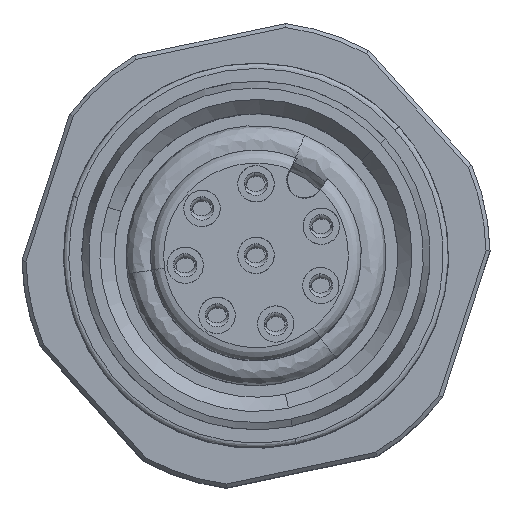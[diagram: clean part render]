
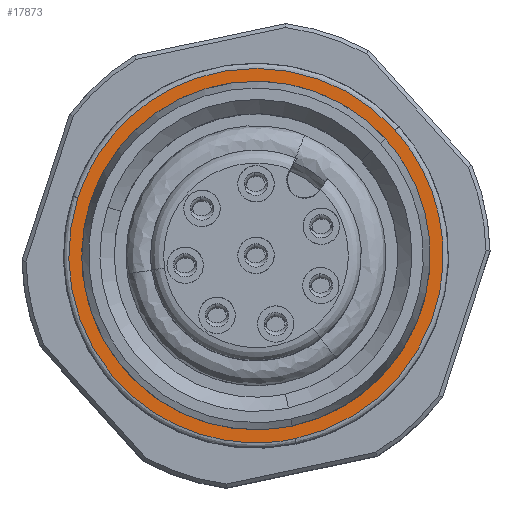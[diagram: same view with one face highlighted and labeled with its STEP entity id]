
A CAD part, top view. The second image highlights one B-rep face of the part: STEP entity #17873.
In plain terms, the highlighted planar face has unit normal (0, 0, 1).
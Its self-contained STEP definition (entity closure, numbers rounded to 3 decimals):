
#17804=AXIS2_PLACEMENT_3D('Plane Axis2P3D',#17801,#17802,#17803) ;
#17653=CARTESIAN_POINT('Vertex',(2.15,11.154,34.85)) ;
#17660=CARTESIAN_POINT('Vertex',(10.495,1.887,34.85)) ;
#17664=CARTESIAN_POINT('Control Point',(2.15,11.154,34.85)) ;
#17665=CARTESIAN_POINT('Control Point',(-1.703,-0.706,34.85)) ;
#17666=CARTESIAN_POINT('Control Point',(10.495,1.887,34.85)) ;
#17686=CARTESIAN_POINT('Control Point',(14.349,13.747,34.85)) ;
#17687=CARTESIAN_POINT('Control Point',(6.004,23.015,34.85)) ;
#17688=CARTESIAN_POINT('Control Point',(2.15,11.154,34.85)) ;
#17689=CARTESIAN_POINT('Vertex',(14.349,13.747,34.85)) ;
#17715=CARTESIAN_POINT('Control Point',(10.495,1.887,34.85)) ;
#17716=CARTESIAN_POINT('Control Point',(22.693,4.479,34.85)) ;
#17717=CARTESIAN_POINT('Control Point',(14.349,13.747,34.85)) ;
#17801=CARTESIAN_POINT('Axis2P3D Location',(15.098,18.323,34.85)) ;
#17812=CARTESIAN_POINT('Control Point',(10.391,2.376,34.85)) ;
#17813=CARTESIAN_POINT('Control Point',(9.73,2.235,34.85)) ;
#17814=CARTESIAN_POINT('Control Point',(9.012,2.17,34.85)) ;
#17815=CARTESIAN_POINT('Control Point',(8.251,2.203,34.85)) ;
#17816=CARTESIAN_POINT('Control Point',(6.647,2.518,34.85)) ;
#17817=CARTESIAN_POINT('Control Point',(5.132,3.348,34.85)) ;
#17818=CARTESIAN_POINT('Control Point',(4.418,3.914,34.85)) ;
#17819=CARTESIAN_POINT('Control Point',(3.187,5.298,34.85)) ;
#17820=CARTESIAN_POINT('Control Point',(2.491,6.977,34.85)) ;
#17821=CARTESIAN_POINT('Control Point',(2.298,7.861,34.85)) ;
#17822=CARTESIAN_POINT('Control Point',(2.234,9.055,34.85)) ;
#17823=CARTESIAN_POINT('Control Point',(2.399,10.149,34.85)) ;
#17824=CARTESIAN_POINT('Control Point',(2.461,10.444,34.85)) ;
#17825=CARTESIAN_POINT('Control Point',(2.538,10.728,34.85)) ;
#17826=CARTESIAN_POINT('Control Point',(2.626,11.,34.85)) ;
#17827=CARTESIAN_POINT('Vertex',(10.391,2.376,34.85)) ;
#17829=CARTESIAN_POINT('Vertex',(2.626,11.,34.85)) ;
#17833=CARTESIAN_POINT('Control Point',(2.626,11.,34.85)) ;
#17834=CARTESIAN_POINT('Control Point',(2.835,11.643,34.85)) ;
#17835=CARTESIAN_POINT('Control Point',(3.137,12.297,34.85)) ;
#17836=CARTESIAN_POINT('Control Point',(3.546,12.939,34.85)) ;
#17837=CARTESIAN_POINT('Control Point',(4.621,14.17,34.85)) ;
#17838=CARTESIAN_POINT('Control Point',(6.098,15.068,34.85)) ;
#17839=CARTESIAN_POINT('Control Point',(6.945,15.403,34.85)) ;
#17840=CARTESIAN_POINT('Control Point',(8.759,15.778,34.85)) ;
#17841=CARTESIAN_POINT('Control Point',(10.561,15.54,34.85)) ;
#17842=CARTESIAN_POINT('Control Point',(11.423,15.266,34.85)) ;
#17843=CARTESIAN_POINT('Control Point',(12.489,14.724,34.85)) ;
#17844=CARTESIAN_POINT('Control Point',(13.354,14.034,34.85)) ;
#17845=CARTESIAN_POINT('Control Point',(13.578,13.833,34.85)) ;
#17846=CARTESIAN_POINT('Control Point',(13.786,13.625,34.85)) ;
#17847=CARTESIAN_POINT('Control Point',(13.977,13.412,34.85)) ;
#17848=CARTESIAN_POINT('Vertex',(13.977,13.412,34.85)) ;
#17852=CARTESIAN_POINT('Control Point',(13.977,13.412,34.85)) ;
#17853=CARTESIAN_POINT('Control Point',(14.43,12.91,34.85)) ;
#17854=CARTESIAN_POINT('Control Point',(14.845,12.321,34.85)) ;
#17855=CARTESIAN_POINT('Control Point',(15.197,11.646,34.85)) ;
#17856=CARTESIAN_POINT('Control Point',(15.725,10.099,34.85)) ;
#17857=CARTESIAN_POINT('Control Point',(15.764,8.372,34.85)) ;
#17858=CARTESIAN_POINT('Control Point',(15.631,7.47,34.85)) ;
#17859=CARTESIAN_POINT('Control Point',(15.049,5.712,34.85)) ;
#17860=CARTESIAN_POINT('Control Point',(13.942,4.27,34.85)) ;
#17861=CARTESIAN_POINT('Control Point',(13.274,3.661,34.85)) ;
#17862=CARTESIAN_POINT('Control Point',(12.271,3.009,34.85)) ;
#17863=CARTESIAN_POINT('Control Point',(11.241,2.605,34.85)) ;
#17864=CARTESIAN_POINT('Control Point',(10.954,2.511,34.85)) ;
#17865=CARTESIAN_POINT('Control Point',(10.671,2.435,34.85)) ;
#17866=CARTESIAN_POINT('Control Point',(10.391,2.376,34.85)) ;
#17802=DIRECTION('Axis2P3D Direction',(0.,0.,1.)) ;
#17803=DIRECTION('Axis2P3D XDirection',(-0.978,-0.208,0.)) ;
#17807=ORIENTED_EDGE('',*,*,#17718,.T.) ;
#17808=ORIENTED_EDGE('',*,*,#17691,.T.) ;
#17809=ORIENTED_EDGE('',*,*,#17667,.T.) ;
#17869=ORIENTED_EDGE('',*,*,#17831,.T.) ;
#17870=ORIENTED_EDGE('',*,*,#17850,.T.) ;
#17871=ORIENTED_EDGE('',*,*,#17867,.T.) ;
#17872=FACE_BOUND('',#17868,.T.) ;
#17873=ADVANCED_FACE('Hauptk\X2\00F6\X0\rper',(#17810,#17872),#17805,.T.) ;
#17811=B_SPLINE_CURVE_WITH_KNOTS('',5,(#17812,#17813,#17814,#17815,#17816,#17817,#17818,#17819,#17820,#17821,#17822,#17823,#17824,#17825,#17826),.UNSPECIFIED.,.F.,.U.,(6,3,3,3,6),(0.,7.561,15.617,23.951,27.149),.UNSPECIFIED.) ;
#17832=B_SPLINE_CURVE_WITH_KNOTS('',5,(#17833,#17834,#17835,#17836,#17837,#17838,#17839,#17840,#17841,#17842,#17843,#17844,#17845,#17846,#17847),.UNSPECIFIED.,.F.,.U.,(6,3,3,3,6),(0.,7.561,15.617,23.951,27.149),.UNSPECIFIED.) ;
#17851=B_SPLINE_CURVE_WITH_KNOTS('',5,(#17852,#17853,#17854,#17855,#17856,#17857,#17858,#17859,#17860,#17861,#17862,#17863,#17864,#17865,#17866),.UNSPECIFIED.,.F.,.U.,(6,3,3,3,6),(0.,7.561,15.617,23.951,27.149),.UNSPECIFIED.) ;
#17667=EDGE_CURVE('',#17654,#17661,#17663,.T.) ;
#17691=EDGE_CURVE('',#17690,#17654,#17685,.T.) ;
#17718=EDGE_CURVE('',#17661,#17690,#17714,.T.) ;
#17831=EDGE_CURVE('',#17828,#17830,#17811,.T.) ;
#17850=EDGE_CURVE('',#17830,#17849,#17832,.T.) ;
#17867=EDGE_CURVE('',#17849,#17828,#17851,.T.) ;
#17806=EDGE_LOOP('',(#17807,#17808,#17809)) ;
#17868=EDGE_LOOP('',(#17869,#17870,#17871)) ;
#17810=FACE_OUTER_BOUND('',#17806,.T.) ;
#17805=PLANE('',#17804) ;
#17654=VERTEX_POINT('',#17653) ;
#17661=VERTEX_POINT('',#17660) ;
#17690=VERTEX_POINT('',#17689) ;
#17828=VERTEX_POINT('',#17827) ;
#17830=VERTEX_POINT('',#17829) ;
#17849=VERTEX_POINT('',#17848) ;
#17663=(BOUNDED_CURVE()B_SPLINE_CURVE(2,(#17664,#17665,#17666),.UNSPECIFIED.,.F.,.U.)B_SPLINE_CURVE_WITH_KNOTS((3,3),(50.807,76.21),.UNSPECIFIED.)CURVE()GEOMETRIC_REPRESENTATION_ITEM()RATIONAL_B_SPLINE_CURVE((1.,0.5,1.))REPRESENTATION_ITEM('')) ;
#17685=(BOUNDED_CURVE()B_SPLINE_CURVE(2,(#17686,#17687,#17688),.UNSPECIFIED.,.F.,.U.)B_SPLINE_CURVE_WITH_KNOTS((3,3),(25.403,50.807),.UNSPECIFIED.)CURVE()GEOMETRIC_REPRESENTATION_ITEM()RATIONAL_B_SPLINE_CURVE((1.,0.5,1.))REPRESENTATION_ITEM('')) ;
#17714=(BOUNDED_CURVE()B_SPLINE_CURVE(2,(#17715,#17716,#17717),.UNSPECIFIED.,.F.,.U.)B_SPLINE_CURVE_WITH_KNOTS((3,3),(0.,25.403),.UNSPECIFIED.)CURVE()GEOMETRIC_REPRESENTATION_ITEM()RATIONAL_B_SPLINE_CURVE((1.,0.5,1.))REPRESENTATION_ITEM('')) ;
